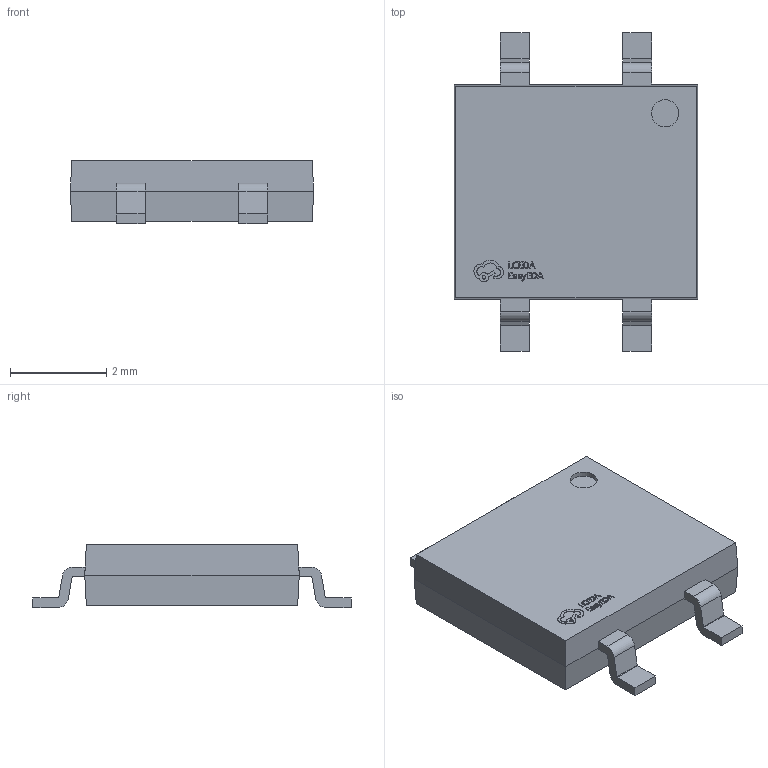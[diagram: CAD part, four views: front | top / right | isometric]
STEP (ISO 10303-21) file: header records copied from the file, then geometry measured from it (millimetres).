
FILE_DESCRIPTION (( 'STEP AP214' ), '1' );
FILE_NAME ('HDS-4_L5.1-W4.5-P2.54-LS6.6-BL.STEP', '2023-11-06T03:48:06', ( 'PC' ), ( 'Microsoft' ), 'SwSTEP 2.0', 'SolidWorks 2020', '' );
FILE_SCHEMA (( 'AUTOMOTIVE_DESIGN' ));
Length unit declared in the file: millimetre
Products named in the file (1): HDS-4_L5.1-W4.5-P2.54-LS6.6-BL
Bounding box: 5.05 x 6.6 x 1.31 mm (x, y, z)
Volume: 28.4 mm3; surface area: 77.6 mm2
Topology: 1 solids, 1 shells, 289 faces, 797 edges, 530 vertices
Faces by surface type: plane 173, bspline 98, cylinder 18
Entity records: 12860 total; most frequent: CARTESIAN_POINT 2923, ORIENTED_EDGE 1594, DIRECTION 1017, EDGE_CURVE 797, VECTOR 561, LINE 561, VERTEX_POINT 530, EDGE_LOOP 309
